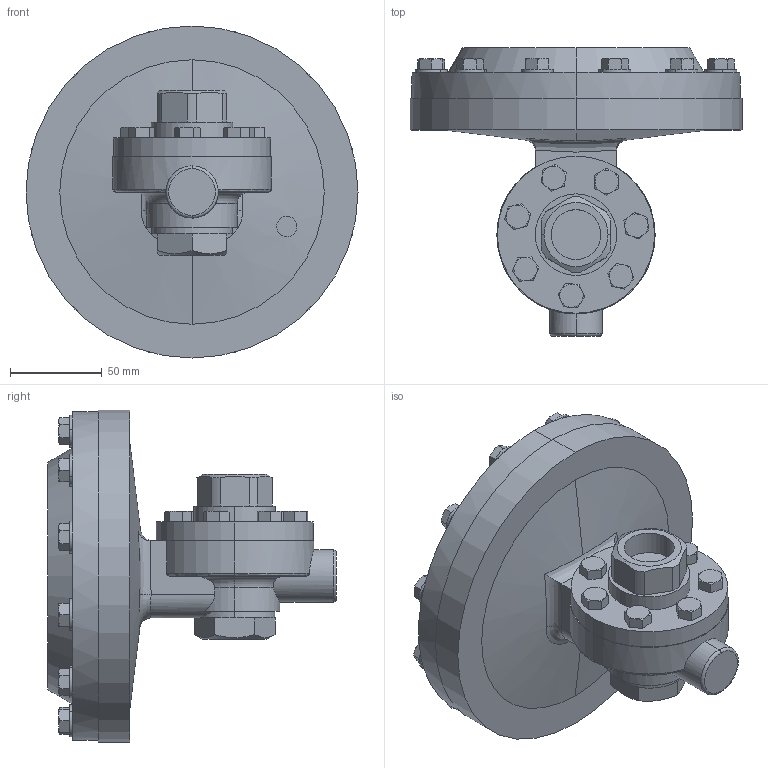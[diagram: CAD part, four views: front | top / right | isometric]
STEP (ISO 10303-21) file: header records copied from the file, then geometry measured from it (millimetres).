
FILE_DESCRIPTION (( 'STEP AP203' ), '1' );
FILE_NAME ('56-075-CS+S6-SW.step', '2017-10-04T15:17:23', ( '' ), ( '' ), 'SwSTEP 2.0', 'SolidWorks 2014', '' );
FILE_SCHEMA (( 'CONFIG_CONTROL_DESIGN' ));
Length unit declared in the file: inch
Products named in the file (1): 56-075-CS+S6-SW
Bounding box: 181.1 x 157.31 x 181.1 mm (x, y, z)
Volume: 1154212.6 mm3; surface area: 145625.1 mm2
Topology: 1 solids, 1 shells, 439 faces, 1034 edges, 634 vertices
Faces by surface type: plane 215, cone 130, cylinder 73, torus 15, bspline 6
Entity records: 14282 total; most frequent: CARTESIAN_POINT 4435, ORIENTED_EDGE 2068, DIRECTION 1984, EDGE_CURVE 1034, AXIS2_PLACEMENT_3D 798, VERTEX_POINT 634, EDGE_LOOP 476, FACE_OUTER_BOUND 439
